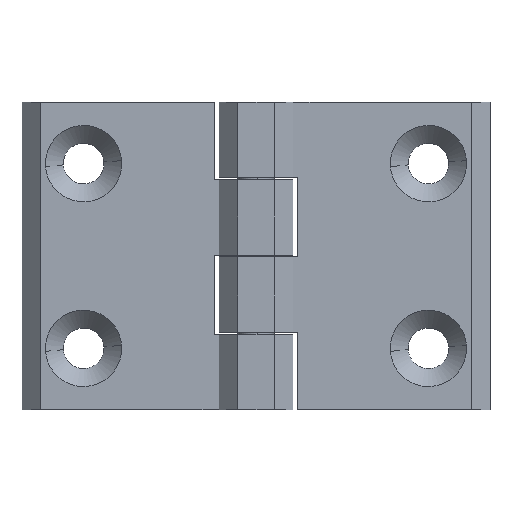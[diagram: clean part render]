
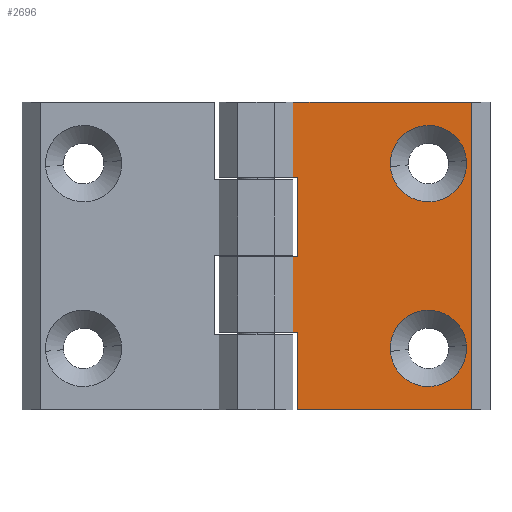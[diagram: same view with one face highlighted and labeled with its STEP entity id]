
A CAD part, front view. The second image highlights one B-rep face of the part: STEP entity #2696.
In plain terms, the highlighted free-form (B-spline) face has degree [1, 1] with [2, 2] control points.
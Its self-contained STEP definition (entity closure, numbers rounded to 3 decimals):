
#803=CARTESIAN_POINT('',(34.181,0.5,40.486));
#804=VERTEX_POINT('',#803);
#810=CARTESIAN_POINT('',(28.,0.5,46.2));
#811=VERTEX_POINT('',#810);
#812=CARTESIAN_POINT('',(28.,0.5,46.2));
#813=CARTESIAN_POINT('',(33.731,0.5,46.2));
#814=CARTESIAN_POINT('',(34.181,0.5,40.486));
#822=(BOUNDED_CURVE()B_SPLINE_CURVE(2,(#812,#813,#814),.UNSPECIFIED.,.F.,.U.)B_SPLINE_CURVE_WITH_KNOTS((3,3),(0.0,0.236),.UNSPECIFIED.)CURVE()GEOMETRIC_REPRESENTATION_ITEM()RATIONAL_B_SPLINE_CURVE((1.0,0.723,0.97))REPRESENTATION_ITEM(''));
#823=EDGE_CURVE('',#811,#804,#822,.T.);
#825=CARTESIAN_POINT('',(21.819,0.5,39.514));
#826=VERTEX_POINT('',#825);
#827=CARTESIAN_POINT('',(21.819,0.5,39.514));
#828=CARTESIAN_POINT('',(21.8,0.5,39.756));
#829=CARTESIAN_POINT('',(21.8,0.5,40.));
#830=CARTESIAN_POINT('',(21.8,0.5,46.2));
#831=CARTESIAN_POINT('',(28.,0.5,46.2));
#839=(BOUNDED_CURVE()B_SPLINE_CURVE(2,(#827,#828,#829,#830,#831),.UNSPECIFIED.,.F.,.U.)B_SPLINE_CURVE_WITH_KNOTS((3,2,3),(0.736,0.75,1.0),.UNSPECIFIED.)CURVE()GEOMETRIC_REPRESENTATION_ITEM()RATIONAL_B_SPLINE_CURVE((0.97,0.984,1.0,0.707,1.0))REPRESENTATION_ITEM(''));
#840=EDGE_CURVE('',#826,#811,#839,.T.);
#877=CARTESIAN_POINT('',(28.,0.5,33.8));
#878=VERTEX_POINT('',#877);
#879=CARTESIAN_POINT('',(28.,0.5,33.8));
#880=CARTESIAN_POINT('',(22.269,0.5,33.8));
#881=CARTESIAN_POINT('',(21.819,0.5,39.514));
#889=(BOUNDED_CURVE()B_SPLINE_CURVE(2,(#879,#880,#881),.UNSPECIFIED.,.F.,.U.)B_SPLINE_CURVE_WITH_KNOTS((3,3),(0.5,0.736),.UNSPECIFIED.)CURVE()GEOMETRIC_REPRESENTATION_ITEM()RATIONAL_B_SPLINE_CURVE((1.0,0.723,0.97))REPRESENTATION_ITEM(''));
#890=EDGE_CURVE('',#878,#826,#889,.T.);
#892=CARTESIAN_POINT('',(34.181,0.5,40.486));
#893=CARTESIAN_POINT('',(34.2,0.5,40.244));
#894=CARTESIAN_POINT('',(34.2,0.5,40.));
#895=CARTESIAN_POINT('',(34.2,0.5,33.8));
#896=CARTESIAN_POINT('',(28.,0.5,33.8));
#904=(BOUNDED_CURVE()B_SPLINE_CURVE(2,(#892,#893,#894,#895,#896),.UNSPECIFIED.,.F.,.U.)B_SPLINE_CURVE_WITH_KNOTS((3,2,3),(0.236,0.25,0.5),.UNSPECIFIED.)CURVE()GEOMETRIC_REPRESENTATION_ITEM()RATIONAL_B_SPLINE_CURVE((0.97,0.984,1.0,0.707,1.0))REPRESENTATION_ITEM(''));
#905=EDGE_CURVE('',#804,#878,#904,.T.);
#1131=CARTESIAN_POINT('',(34.181,0.5,10.486));
#1132=VERTEX_POINT('',#1131);
#1138=CARTESIAN_POINT('',(28.,0.5,16.2));
#1139=VERTEX_POINT('',#1138);
#1140=CARTESIAN_POINT('',(28.,0.5,16.2));
#1141=CARTESIAN_POINT('',(33.731,0.5,16.2));
#1142=CARTESIAN_POINT('',(34.181,0.5,10.486));
#1150=(BOUNDED_CURVE()B_SPLINE_CURVE(2,(#1140,#1141,#1142),.UNSPECIFIED.,.F.,.U.)B_SPLINE_CURVE_WITH_KNOTS((3,3),(0.0,0.236),.UNSPECIFIED.)CURVE()GEOMETRIC_REPRESENTATION_ITEM()RATIONAL_B_SPLINE_CURVE((1.0,0.723,0.97))REPRESENTATION_ITEM(''));
#1151=EDGE_CURVE('',#1139,#1132,#1150,.T.);
#1153=CARTESIAN_POINT('',(21.819,0.5,9.514));
#1154=VERTEX_POINT('',#1153);
#1155=CARTESIAN_POINT('',(21.819,0.5,9.514));
#1156=CARTESIAN_POINT('',(21.8,0.5,9.756));
#1157=CARTESIAN_POINT('',(21.8,0.5,10.));
#1158=CARTESIAN_POINT('',(21.8,0.5,16.2));
#1159=CARTESIAN_POINT('',(28.,0.5,16.2));
#1167=(BOUNDED_CURVE()B_SPLINE_CURVE(2,(#1155,#1156,#1157,#1158,#1159),.UNSPECIFIED.,.F.,.U.)B_SPLINE_CURVE_WITH_KNOTS((3,2,3),(0.736,0.75,1.0),.UNSPECIFIED.)CURVE()GEOMETRIC_REPRESENTATION_ITEM()RATIONAL_B_SPLINE_CURVE((0.97,0.984,1.0,0.707,1.0))REPRESENTATION_ITEM(''));
#1168=EDGE_CURVE('',#1154,#1139,#1167,.T.);
#1205=CARTESIAN_POINT('',(28.,0.5,3.8));
#1206=VERTEX_POINT('',#1205);
#1207=CARTESIAN_POINT('',(28.,0.5,3.8));
#1208=CARTESIAN_POINT('',(22.269,0.5,3.8));
#1209=CARTESIAN_POINT('',(21.819,0.5,9.514));
#1217=(BOUNDED_CURVE()B_SPLINE_CURVE(2,(#1207,#1208,#1209),.UNSPECIFIED.,.F.,.U.)B_SPLINE_CURVE_WITH_KNOTS((3,3),(0.5,0.736),.UNSPECIFIED.)CURVE()GEOMETRIC_REPRESENTATION_ITEM()RATIONAL_B_SPLINE_CURVE((1.0,0.723,0.97))REPRESENTATION_ITEM(''));
#1218=EDGE_CURVE('',#1206,#1154,#1217,.T.);
#1220=CARTESIAN_POINT('',(34.181,0.5,10.486));
#1221=CARTESIAN_POINT('',(34.2,0.5,10.244));
#1222=CARTESIAN_POINT('',(34.2,0.5,10.));
#1223=CARTESIAN_POINT('',(34.2,0.5,3.8));
#1224=CARTESIAN_POINT('',(28.,0.5,3.8));
#1232=(BOUNDED_CURVE()B_SPLINE_CURVE(2,(#1220,#1221,#1222,#1223,#1224),.UNSPECIFIED.,.F.,.U.)B_SPLINE_CURVE_WITH_KNOTS((3,2,3),(0.236,0.25,0.5),.UNSPECIFIED.)CURVE()GEOMETRIC_REPRESENTATION_ITEM()RATIONAL_B_SPLINE_CURVE((0.97,0.984,1.0,0.707,1.0))REPRESENTATION_ITEM(''));
#1233=EDGE_CURVE('',#1132,#1206,#1232,.T.);
#1918=CARTESIAN_POINT('',(6.7,0.5,37.8));
#1919=VERTEX_POINT('',#1918);
#1927=CARTESIAN_POINT('',(6.,0.5,37.8));
#1928=VERTEX_POINT('',#1927);
#1929=CARTESIAN_POINT('',(6.,0.5,37.8));
#1930=CARTESIAN_POINT('',(6.7,0.5,37.8));
#1931=QUASI_UNIFORM_CURVE('',1,(#1929,#1930),.UNSPECIFIED.,.F.,.U.);
#1932=EDGE_CURVE('',#1928,#1919,#1931,.T.);
#2048=CARTESIAN_POINT('',(6.,0.5,24.9));
#2049=VERTEX_POINT('',#2048);
#2055=CARTESIAN_POINT('',(6.7,0.5,24.9));
#2056=VERTEX_POINT('',#2055);
#2057=CARTESIAN_POINT('',(6.7,0.5,24.9));
#2058=CARTESIAN_POINT('',(6.,0.5,24.9));
#2059=QUASI_UNIFORM_CURVE('',1,(#2057,#2058),.UNSPECIFIED.,.F.,.U.);
#2060=EDGE_CURVE('',#2056,#2049,#2059,.T.);
#2097=CARTESIAN_POINT('',(6.7,0.5,12.6));
#2098=VERTEX_POINT('',#2097);
#2104=CARTESIAN_POINT('',(6.,0.5,12.6));
#2105=VERTEX_POINT('',#2104);
#2106=CARTESIAN_POINT('',(6.7,0.5,12.6));
#2107=CARTESIAN_POINT('',(6.,0.5,12.6));
#2108=QUASI_UNIFORM_CURVE('',1,(#2106,#2107),.UNSPECIFIED.,.F.,.U.);
#2109=EDGE_CURVE('',#2098,#2105,#2108,.T.);
#2175=CARTESIAN_POINT('',(6.,0.5,50.));
#2176=VERTEX_POINT('',#2175);
#2182=CARTESIAN_POINT('',(35.,0.5,50.));
#2183=VERTEX_POINT('',#2182);
#2184=CARTESIAN_POINT('',(6.,0.5,50.));
#2185=CARTESIAN_POINT('',(35.,0.5,50.));
#2186=QUASI_UNIFORM_CURVE('',1,(#2184,#2185),.UNSPECIFIED.,.F.,.U.);
#2187=EDGE_CURVE('',#2176,#2183,#2186,.T.);
#2281=CARTESIAN_POINT('',(6.7,0.5,0.));
#2282=VERTEX_POINT('',#2281);
#2288=CARTESIAN_POINT('',(6.7,0.5,0.));
#2289=CARTESIAN_POINT('',(6.7,0.5,12.6));
#2290=QUASI_UNIFORM_CURVE('',1,(#2288,#2289),.UNSPECIFIED.,.F.,.U.);
#2291=EDGE_CURVE('',#2282,#2098,#2290,.T.);
#2300=CARTESIAN_POINT('',(6.7,0.5,37.8));
#2301=CARTESIAN_POINT('',(6.7,0.5,24.9));
#2302=QUASI_UNIFORM_CURVE('',1,(#2300,#2301),.UNSPECIFIED.,.F.,.U.);
#2303=EDGE_CURVE('',#1919,#2056,#2302,.T.);
#2353=CARTESIAN_POINT('',(35.,0.5,0.));
#2354=VERTEX_POINT('',#2353);
#2362=CARTESIAN_POINT('',(35.,0.5,50.));
#2363=CARTESIAN_POINT('',(35.,0.5,0.));
#2364=QUASI_UNIFORM_CURVE('',1,(#2362,#2363),.UNSPECIFIED.,.F.,.U.);
#2365=EDGE_CURVE('',#2183,#2354,#2364,.T.);
#2375=CARTESIAN_POINT('',(6.7,0.5,0.));
#2376=CARTESIAN_POINT('',(35.,0.5,0.));
#2377=QUASI_UNIFORM_CURVE('',1,(#2375,#2376),.UNSPECIFIED.,.F.,.U.);
#2378=EDGE_CURVE('',#2282,#2354,#2377,.T.);
#2503=CARTESIAN_POINT('',(6.,0.5,50.));
#2504=CARTESIAN_POINT('',(6.,0.5,37.8));
#2505=QUASI_UNIFORM_CURVE('',1,(#2503,#2504),.UNSPECIFIED.,.F.,.U.);
#2506=EDGE_CURVE('',#2176,#1928,#2505,.T.);
#2622=CARTESIAN_POINT('',(6.,0.5,24.9));
#2623=CARTESIAN_POINT('',(6.,0.5,12.6));
#2624=QUASI_UNIFORM_CURVE('',1,(#2622,#2623),.UNSPECIFIED.,.F.,.U.);
#2625=EDGE_CURVE('',#2049,#2105,#2624,.T.);
#2667=CARTESIAN_POINT('',(36.449,0.5,-2.498));
#2668=CARTESIAN_POINT('',(4.551,0.5,-2.498));
#2669=CARTESIAN_POINT('',(36.449,0.5,52.498));
#2670=CARTESIAN_POINT('',(4.551,0.5,52.498));
#2671=B_SPLINE_SURFACE_WITH_KNOTS('',1,1,((#2667,#2669),(#2668,#2670)),.UNSPECIFIED.,.F.,.F.,.U.,(2,2),(2,2),(0.0,31.897),(0.0,54.995),.UNSPECIFIED.);
#2672=ORIENTED_EDGE('',*,*,#2303,.T.);
#2673=ORIENTED_EDGE('',*,*,#2060,.T.);
#2674=ORIENTED_EDGE('',*,*,#2625,.T.);
#2675=ORIENTED_EDGE('',*,*,#2109,.F.);
#2676=ORIENTED_EDGE('',*,*,#2291,.F.);
#2677=ORIENTED_EDGE('',*,*,#2378,.T.);
#2678=ORIENTED_EDGE('',*,*,#2365,.F.);
#2679=ORIENTED_EDGE('',*,*,#2187,.F.);
#2680=ORIENTED_EDGE('',*,*,#2506,.T.);
#2681=ORIENTED_EDGE('',*,*,#1932,.T.);
#2682=EDGE_LOOP('',(#2672,#2673,#2674,#2675,#2676,#2677,#2678,#2679,#2680,#2681));
#2683=FACE_OUTER_BOUND('',#2682,.T.);
#2684=ORIENTED_EDGE('',*,*,#1218,.T.);
#2685=ORIENTED_EDGE('',*,*,#1168,.T.);
#2686=ORIENTED_EDGE('',*,*,#1151,.T.);
#2687=ORIENTED_EDGE('',*,*,#1233,.T.);
#2688=EDGE_LOOP('',(#2684,#2685,#2686,#2687));
#2689=FACE_BOUND('',#2688,.T.);
#2690=ORIENTED_EDGE('',*,*,#890,.T.);
#2691=ORIENTED_EDGE('',*,*,#840,.T.);
#2692=ORIENTED_EDGE('',*,*,#823,.T.);
#2693=ORIENTED_EDGE('',*,*,#905,.T.);
#2694=EDGE_LOOP('',(#2690,#2691,#2692,#2693));
#2695=FACE_BOUND('',#2694,.T.);
#2696=ADVANCED_FACE('',(#2683,#2689,#2695),#2671,.F.);
